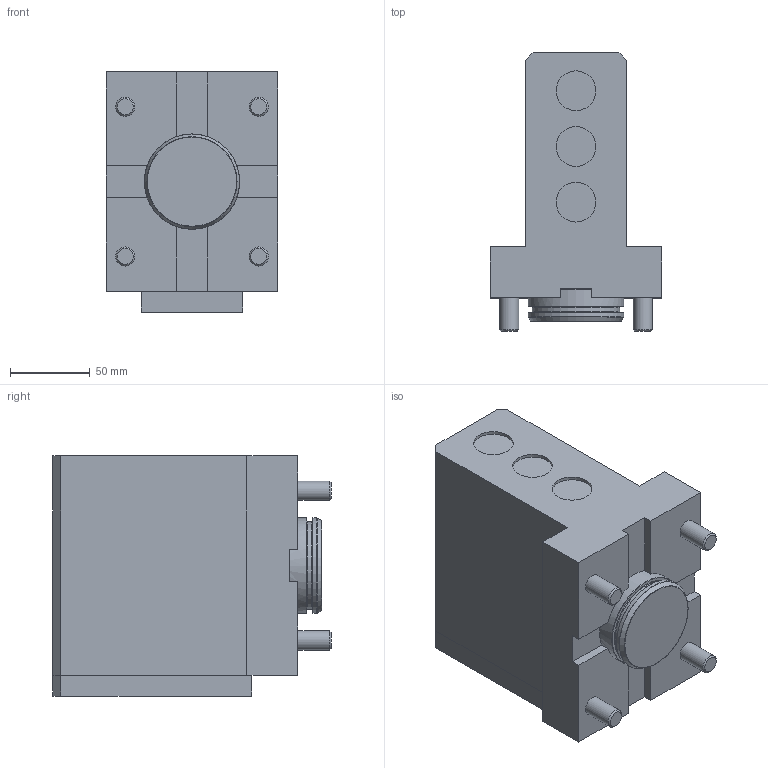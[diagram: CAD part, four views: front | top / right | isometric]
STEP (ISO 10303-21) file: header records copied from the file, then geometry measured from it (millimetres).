
FILE_DESCRIPTION (( 'STEP AP214' ), '1' );
FILE_NAME ('E10BI325NLX6095130.STEP', '2025-07-22T09:01:14', ( '' ), ( '' ), 'SwSTEP 2.0', 'SolidWorks 2023', '' );
FILE_SCHEMA (( 'AUTOMOTIVE_DESIGN' ));
Length unit declared in the file: millimetre
Products named in the file (1): E10BI325NLX6095130
Bounding box: 108 x 175 x 151 mm (x, y, z)
Volume: 1687098.9 mm3; surface area: 107245.2 mm2
Topology: 1 solids, 1 shells, 422 faces, 1088 edges, 720 vertices
Faces by surface type: plane 266, bspline 109, cylinder 36, cone 7, torus 4
Full cylindrical faces by diameter (mm): 1.7 x1, 2.1 x1, 6.366 x1, 12 x4, 25 x3, 55 x1, 59.9 x2
Entity records: 22841 total; most frequent: CARTESIAN_POINT 9504, ORIENTED_EDGE 2124, DIRECTION 1562, EDGE_CURVE 1062, VECTOR 754, LINE 754, VERTEX_POINT 718, EDGE_LOOP 498
